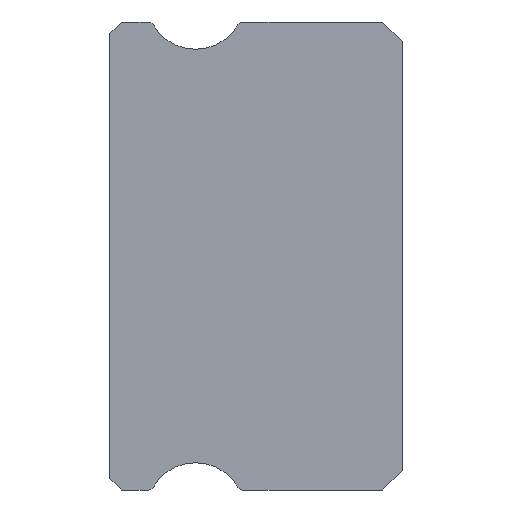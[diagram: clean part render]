
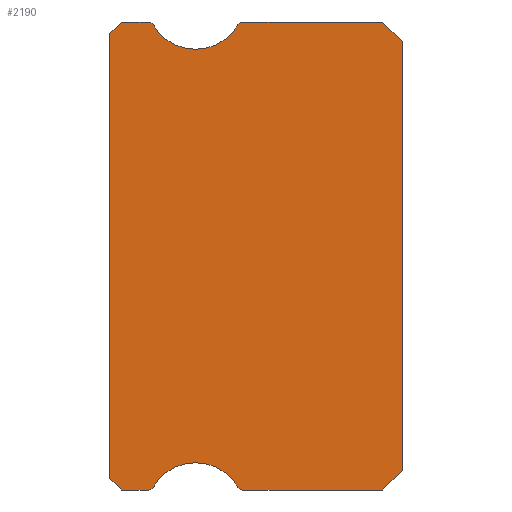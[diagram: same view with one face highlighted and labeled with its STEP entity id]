
A CAD part, left-side view. The second image highlights one B-rep face of the part: STEP entity #2190.
In plain terms, the highlighted planar face has unit normal (-1, 0, 0).
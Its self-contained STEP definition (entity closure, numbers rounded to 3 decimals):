
#1 = VERTEX_POINT ( 'NONE', #3564 ) ;
#48 = EDGE_CURVE ( 'NONE', #2534, #3414, #4585, .T. ) ;
#52 = VERTEX_POINT ( 'NONE', #87 ) ;
#69 = CIRCLE ( 'NONE', #2005, 0.15 ) ;
#87 = CARTESIAN_POINT ( 'NONE',  ( -12.5, 0.5, -6. ) ) ;
#89 = EDGE_CURVE ( 'NONE', #4721, #1, #3122, .T. ) ;
#107 = DIRECTION ( 'NONE',  ( 1., 0., 0. ) ) ;
#203 = CARTESIAN_POINT ( 'NONE',  ( -12.5, 7.2, -6. ) ) ;
#209 = DIRECTION ( 'NONE',  ( 0., 0., -1. ) ) ;
#280 = DIRECTION ( 'NONE',  ( 0., 0., -1. ) ) ;
#384 = AXIS2_PLACEMENT_3D ( 'NONE', #2147, #4102, #3700 ) ;
#460 = CARTESIAN_POINT ( 'NONE',  ( -12.5, 6.512, 5.85 ) ) ;
#475 = VECTOR ( 'NONE', #2012, 1000. ) ;
#492 = DIRECTION ( 'NONE',  ( -1., 0., 0. ) ) ;
#509 = CARTESIAN_POINT ( 'NONE',  ( -12.5, 5.3, 6.55 ) ) ;
#518 = CARTESIAN_POINT ( 'NONE',  ( -12.5, 7.2, 6. ) ) ;
#532 = PLANE ( 'NONE',  #2079 ) ;
#538 = EDGE_CURVE ( 'NONE', #4821, #4721, #2622, .T. ) ;
#551 = VECTOR ( 'NONE', #4411, 1000. ) ;
#632 = LINE ( 'NONE', #2165, #4234 ) ;
#668 = CARTESIAN_POINT ( 'NONE',  ( -12.5, 6.512, -6. ) ) ;
#674 = EDGE_LOOP ( 'NONE', ( #2593, #4435, #4877, #4629, #2693, #4792, #739, #4087, #2792, #2863, #4813, #3124, #1325, #1253, #4901, #2756, #1789 ) ) ;
#705 = EDGE_CURVE ( 'NONE', #2184, #1895, #2620, .T. ) ;
#739 = ORIENTED_EDGE ( 'NONE', *, *, #538, .F. ) ;
#762 = VERTEX_POINT ( 'NONE', #2718 ) ;
#780 = CARTESIAN_POINT ( 'NONE',  ( -12.5, 6.512, -6. ) ) ;
#839 = CARTESIAN_POINT ( 'NONE',  ( -12.5, 0.5, 6. ) ) ;
#841 = DIRECTION ( 'NONE',  ( 1., 0., 0. ) ) ;
#846 = EDGE_CURVE ( 'NONE', #4452, #2534, #3831, .T. ) ;
#873 = VECTOR ( 'NONE', #2218, 1000. ) ;
#915 = CARTESIAN_POINT ( 'NONE',  ( -12.5, 4.088, 5.85 ) ) ;
#966 = DIRECTION ( 'NONE',  ( 0., -1., 0. ) ) ;
#1009 = CARTESIAN_POINT ( 'NONE',  ( -12.5, 7.5, 5.7 ) ) ;
#1028 = CARTESIAN_POINT ( 'NONE',  ( -12.5, 7.2, -6. ) ) ;
#1086 = VERTEX_POINT ( 'NONE', #780 ) ;
#1096 = AXIS2_PLACEMENT_3D ( 'NONE', #460, #107, #1642 ) ;
#1097 = CARTESIAN_POINT ( 'NONE',  ( -12.5, 0.5, 6. ) ) ;
#1253 = ORIENTED_EDGE ( 'NONE', *, *, #1278, .F. ) ;
#1278 = EDGE_CURVE ( 'NONE', #3414, #2779, #2141, .T. ) ;
#1289 = EDGE_CURVE ( 'NONE', #1890, #1086, #2213, .T. ) ;
#1325 = ORIENTED_EDGE ( 'NONE', *, *, #1778, .F. ) ;
#1477 = DIRECTION ( 'NONE',  ( 0., -0.707, -0.707 ) ) ;
#1524 = CARTESIAN_POINT ( 'NONE',  ( -12.5, 7.5, 5.85 ) ) ;
#1547 = CARTESIAN_POINT ( 'NONE',  ( -12.5, 0., 5.5 ) ) ;
#1571 = CARTESIAN_POINT ( 'NONE',  ( -12.5, 5.3, -6.55 ) ) ;
#1603 = VECTOR ( 'NONE', #2034, 1000. ) ;
#1642 = DIRECTION ( 'NONE',  ( 0., 0., -1. ) ) ;
#1718 = EDGE_CURVE ( 'NONE', #2601, #52, #3953, .T. ) ;
#1778 = EDGE_CURVE ( 'NONE', #2779, #762, #69, .T. ) ;
#1789 = ORIENTED_EDGE ( 'NONE', *, *, #3057, .T. ) ;
#1826 = VECTOR ( 'NONE', #966, 1000. ) ;
#1860 = DIRECTION ( 'NONE',  ( 1., 0., 0. ) ) ;
#1890 = VERTEX_POINT ( 'NONE', #203 ) ;
#1895 = VERTEX_POINT ( 'NONE', #1009 ) ;
#1973 = EDGE_CURVE ( 'NONE', #2601, #4896, #2276, .T. ) ;
#2000 = DIRECTION ( 'NONE',  ( 0., 0., -1. ) ) ;
#2005 = AXIS2_PLACEMENT_3D ( 'NONE', #915, #2801, #4761 ) ;
#2010 = AXIS2_PLACEMENT_3D ( 'NONE', #509, #2406, #2000 ) ;
#2012 = DIRECTION ( 'NONE',  ( 0., 0.707, -0.707 ) ) ;
#2026 = DIRECTION ( 'NONE',  ( 0., 0., -1. ) ) ;
#2034 = DIRECTION ( 'NONE',  ( 0., 0.707, -0.707 ) ) ;
#2068 = DIRECTION ( 'NONE',  ( 0., 0., -1. ) ) ;
#2079 = AXIS2_PLACEMENT_3D ( 'NONE', #3156, #841, #2068 ) ;
#2123 = CARTESIAN_POINT ( 'NONE',  ( -12.5, 6.383, 5.925 ) ) ;
#2134 = VECTOR ( 'NONE', #4516, 1000. ) ;
#2141 = CIRCLE ( 'NONE', #384, 1.25 ) ;
#2146 = LINE ( 'NONE', #668, #873 ) ;
#2147 = CARTESIAN_POINT ( 'NONE',  ( -12.5, 5.3, 6.55 ) ) ;
#2165 = CARTESIAN_POINT ( 'NONE',  ( -12.5, 6.512, 6. ) ) ;
#2184 = VERTEX_POINT ( 'NONE', #2817 ) ;
#2190 = ADVANCED_FACE ( 'NONE', ( #3224 ), #532, .F. ) ;
#2213 = LINE ( 'NONE', #4413, #1826 ) ;
#2218 = DIRECTION ( 'NONE',  ( 0., 1., 0. ) ) ;
#2276 = LINE ( 'NONE', #2694, #4001 ) ;
#2359 = LINE ( 'NONE', #3023, #475 ) ;
#2406 = DIRECTION ( 'NONE',  ( -1., 0., 0. ) ) ;
#2417 = LINE ( 'NONE', #3936, #551 ) ;
#2534 = VERTEX_POINT ( 'NONE', #2123 ) ;
#2554 = CARTESIAN_POINT ( 'NONE',  ( -12.5, 6.512, -5.85 ) ) ;
#2570 = DIRECTION ( 'NONE',  ( 0., -0.707, -0.707 ) ) ;
#2583 = CARTESIAN_POINT ( 'NONE',  ( -12.5, 4.088, -5.85 ) ) ;
#2593 = ORIENTED_EDGE ( 'NONE', *, *, #2890, .T. ) ;
#2601 = VERTEX_POINT ( 'NONE', #3554 ) ;
#2620 = LINE ( 'NONE', #1524, #2134 ) ;
#2622 = CIRCLE ( 'NONE', #4555, 0.15 ) ;
#2693 = ORIENTED_EDGE ( 'NONE', *, *, #2731, .F. ) ;
#2694 = CARTESIAN_POINT ( 'NONE',  ( -12.5, 0., 5.5 ) ) ;
#2718 = CARTESIAN_POINT ( 'NONE',  ( -12.5, 4.088, 6. ) ) ;
#2729 = EDGE_CURVE ( 'NONE', #52, #4821, #2146, .T. ) ;
#2731 = EDGE_CURVE ( 'NONE', #1, #1086, #2787, .T. ) ;
#2756 = ORIENTED_EDGE ( 'NONE', *, *, #846, .F. ) ;
#2763 = CARTESIAN_POINT ( 'NONE',  ( -12.5, 6.512, 6. ) ) ;
#2779 = VERTEX_POINT ( 'NONE', #4902 ) ;
#2787 = CIRCLE ( 'NONE', #4399, 0.15 ) ;
#2792 = ORIENTED_EDGE ( 'NONE', *, *, #1718, .F. ) ;
#2801 = DIRECTION ( 'NONE',  ( 1., 0., 0. ) ) ;
#2817 = CARTESIAN_POINT ( 'NONE',  ( -12.5, 7.5, -5.7 ) ) ;
#2863 = ORIENTED_EDGE ( 'NONE', *, *, #1973, .T. ) ;
#2890 = EDGE_CURVE ( 'NONE', #3815, #1895, #2359, .T. ) ;
#2923 = LINE ( 'NONE', #1028, #3210 ) ;
#3023 = CARTESIAN_POINT ( 'NONE',  ( -12.5, 7.5, 5.7 ) ) ;
#3057 = EDGE_CURVE ( 'NONE', #4452, #3815, #2417, .T. ) ;
#3122 = CIRCLE ( 'NONE', #3761, 1.25 ) ;
#3124 = ORIENTED_EDGE ( 'NONE', *, *, #4861, .F. ) ;
#3133 = DIRECTION ( 'NONE',  ( 0., 0., 1. ) ) ;
#3156 = CARTESIAN_POINT ( 'NONE',  ( -12.5, 6.512, 5.85 ) ) ;
#3210 = VECTOR ( 'NONE', #2570, 1000. ) ;
#3224 = FACE_OUTER_BOUND ( 'NONE', #674, .T. ) ;
#3241 = VERTEX_POINT ( 'NONE', #839 ) ;
#3298 = DIRECTION ( 'NONE',  ( 1., 0., 0. ) ) ;
#3414 = VERTEX_POINT ( 'NONE', #4558 ) ;
#3423 = EDGE_CURVE ( 'NONE', #2184, #1890, #2923, .T. ) ;
#3554 = CARTESIAN_POINT ( 'NONE',  ( -12.5, 0., -5.5 ) ) ;
#3564 = CARTESIAN_POINT ( 'NONE',  ( -12.5, 6.383, -5.925 ) ) ;
#3606 = CARTESIAN_POINT ( 'NONE',  ( -12.5, 0., -5.5 ) ) ;
#3690 = DIRECTION ( 'NONE',  ( 0., -1., 0. ) ) ;
#3700 = DIRECTION ( 'NONE',  ( 0., 0., -1. ) ) ;
#3761 = AXIS2_PLACEMENT_3D ( 'NONE', #1571, #492, #2026 ) ;
#3815 = VERTEX_POINT ( 'NONE', #518 ) ;
#3831 = CIRCLE ( 'NONE', #1096, 0.15 ) ;
#3936 = CARTESIAN_POINT ( 'NONE',  ( -12.5, 7.2, 6. ) ) ;
#3953 = LINE ( 'NONE', #3606, #1603 ) ;
#4001 = VECTOR ( 'NONE', #3133, 1000. ) ;
#4087 = ORIENTED_EDGE ( 'NONE', *, *, #2729, .F. ) ;
#4102 = DIRECTION ( 'NONE',  ( -1., 0., 0. ) ) ;
#4234 = VECTOR ( 'NONE', #3690, 1000. ) ;
#4256 = CARTESIAN_POINT ( 'NONE',  ( -12.5, 4.217, -5.925 ) ) ;
#4269 = EDGE_CURVE ( 'NONE', #3241, #4896, #4856, .T. ) ;
#4399 = AXIS2_PLACEMENT_3D ( 'NONE', #2554, #1860, #280 ) ;
#4411 = DIRECTION ( 'NONE',  ( 0., 1., 0. ) ) ;
#4413 = CARTESIAN_POINT ( 'NONE',  ( -12.5, 6.512, -6. ) ) ;
#4435 = ORIENTED_EDGE ( 'NONE', *, *, #705, .F. ) ;
#4452 = VERTEX_POINT ( 'NONE', #2763 ) ;
#4516 = DIRECTION ( 'NONE',  ( 0., 0., 1. ) ) ;
#4555 = AXIS2_PLACEMENT_3D ( 'NONE', #2583, #3298, #209 ) ;
#4558 = CARTESIAN_POINT ( 'NONE',  ( -12.5, 5.3, 5.3 ) ) ;
#4572 = VECTOR ( 'NONE', #1477, 1000. ) ;
#4585 = CIRCLE ( 'NONE', #2010, 1.25 ) ;
#4629 = ORIENTED_EDGE ( 'NONE', *, *, #1289, .T. ) ;
#4721 = VERTEX_POINT ( 'NONE', #4256 ) ;
#4761 = DIRECTION ( 'NONE',  ( 0., 0., -1. ) ) ;
#4792 = ORIENTED_EDGE ( 'NONE', *, *, #89, .F. ) ;
#4813 = ORIENTED_EDGE ( 'NONE', *, *, #4269, .F. ) ;
#4821 = VERTEX_POINT ( 'NONE', #4916 ) ;
#4856 = LINE ( 'NONE', #1097, #4572 ) ;
#4861 = EDGE_CURVE ( 'NONE', #762, #3241, #632, .T. ) ;
#4877 = ORIENTED_EDGE ( 'NONE', *, *, #3423, .T. ) ;
#4896 = VERTEX_POINT ( 'NONE', #1547 ) ;
#4901 = ORIENTED_EDGE ( 'NONE', *, *, #48, .F. ) ;
#4902 = CARTESIAN_POINT ( 'NONE',  ( -12.5, 4.217, 5.925 ) ) ;
#4916 = CARTESIAN_POINT ( 'NONE',  ( -12.5, 4.088, -6. ) ) ;
